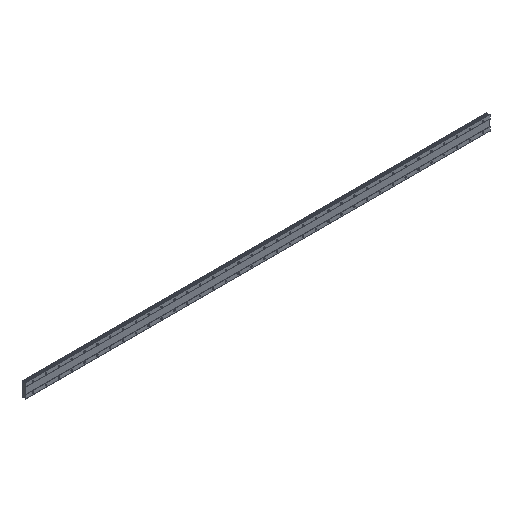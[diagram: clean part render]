
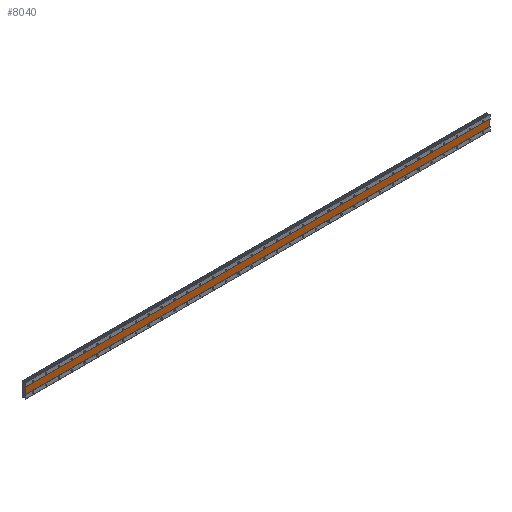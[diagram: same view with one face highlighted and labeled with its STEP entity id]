
A CAD part, isometric view. The second image highlights one B-rep face of the part: STEP entity #8040.
In plain terms, the highlighted planar face has unit normal (0, -1, 0).
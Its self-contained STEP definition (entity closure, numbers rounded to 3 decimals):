
#411 = CARTESIAN_POINT ( 'NONE',  ( -45., 1., 20. ) ) ;
#690 = FACE_OUTER_BOUND ( 'NONE', #9674, .T. ) ;
#890 = DIRECTION ( 'NONE',  ( 0., 0., 1. ) ) ;
#1859 = DIRECTION ( 'NONE',  ( 0., 0., 1. ) ) ;
#2605 = VECTOR ( 'NONE', #11830, 1000. ) ;
#3260 = ORIENTED_EDGE ( 'NONE', *, *, #4713, .F. ) ;
#3757 = ORIENTED_EDGE ( 'NONE', *, *, #8224, .F. ) ;
#3760 = CARTESIAN_POINT ( 'NONE',  ( 2845., 1., 20. ) ) ;
#4489 = DIRECTION ( 'NONE',  ( 0., 1., 0. ) ) ;
#4620 = ORIENTED_EDGE ( 'NONE', *, *, #6401, .F. ) ;
#4713 = EDGE_CURVE ( 'NONE', #10698, #6772, #8012, .T. ) ;
#5091 = LINE ( 'NONE', #11718, #7010 ) ;
#5263 = DIRECTION ( 'NONE',  ( -1., 0., 0. ) ) ;
#5538 = PLANE ( 'NONE',  #10991 ) ;
#5548 = CARTESIAN_POINT ( 'NONE',  ( -45., 1., 20. ) ) ;
#5624 = ORIENTED_EDGE ( 'NONE', *, *, #10910, .F. ) ;
#5690 = CARTESIAN_POINT ( 'NONE',  ( 2845., 1., 20. ) ) ;
#6401 = EDGE_CURVE ( 'NONE', #6772, #7272, #8708, .T. ) ;
#6772 = VERTEX_POINT ( 'NONE', #3760 ) ;
#7010 = VECTOR ( 'NONE', #5263, 1000. ) ;
#7272 = VERTEX_POINT ( 'NONE', #8482 ) ;
#7541 = LINE ( 'NONE', #5548, #8908 ) ;
#8012 = LINE ( 'NONE', #9940, #2605 ) ;
#8040 = ADVANCED_FACE ( 'NONE', ( #690 ), #5538, .F. ) ;
#8224 = EDGE_CURVE ( 'NONE', #7272, #8546, #5091, .T. ) ;
#8482 = CARTESIAN_POINT ( 'NONE',  ( 2845., 1., -20. ) ) ;
#8546 = VERTEX_POINT ( 'NONE', #11155 ) ;
#8708 = LINE ( 'NONE', #5690, #11581 ) ;
#8908 = VECTOR ( 'NONE', #890, 1000. ) ;
#9357 = CARTESIAN_POINT ( 'NONE',  ( 2845., 1., 20. ) ) ;
#9674 = EDGE_LOOP ( 'NONE', ( #3757, #4620, #3260, #5624 ) ) ;
#9940 = CARTESIAN_POINT ( 'NONE',  ( 2845., 1., 20. ) ) ;
#10698 = VERTEX_POINT ( 'NONE', #411 ) ;
#10910 = EDGE_CURVE ( 'NONE', #8546, #10698, #7541, .T. ) ;
#10991 = AXIS2_PLACEMENT_3D ( 'NONE', #9357, #4489, #1859 ) ;
#11155 = CARTESIAN_POINT ( 'NONE',  ( -45., 1., -20. ) ) ;
#11317 = DIRECTION ( 'NONE',  ( 0., 0., -1. ) ) ;
#11581 = VECTOR ( 'NONE', #11317, 1000. ) ;
#11718 = CARTESIAN_POINT ( 'NONE',  ( 2845., 1., -20. ) ) ;
#11830 = DIRECTION ( 'NONE',  ( 1., 0., 0. ) ) ;
